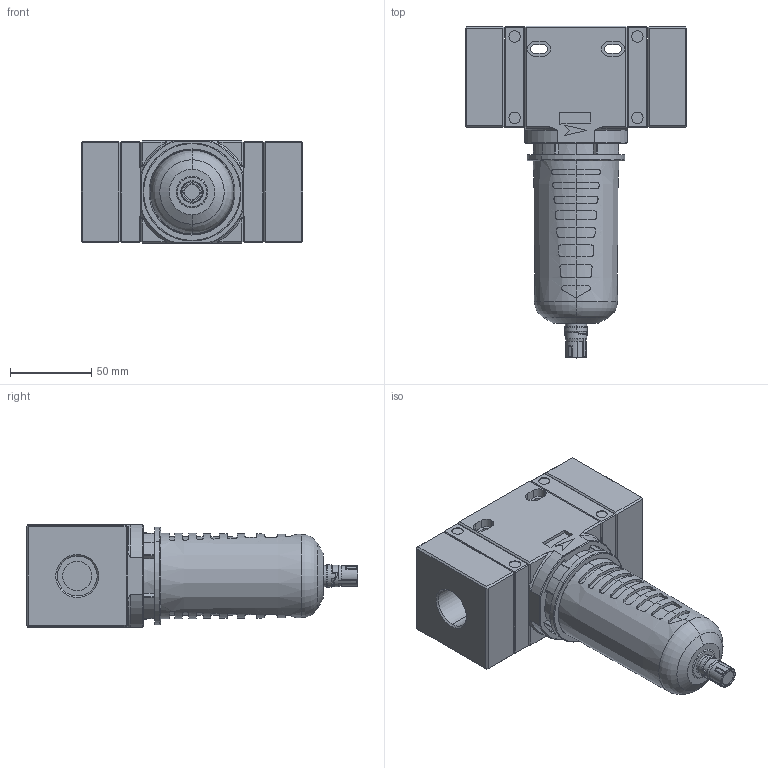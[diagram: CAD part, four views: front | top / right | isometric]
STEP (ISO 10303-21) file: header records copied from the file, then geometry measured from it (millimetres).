
FILE_DESCRIPTION(('STEP AP214'),'1');
FILE_NAME('080 F PE SS.stp','2020-03-18T14:47:47',(' '),(' '),'Spatial InterOp 3D',' ',' ');
FILE_SCHEMA(('AUTOMOTIVE_DESIGN { 1 0 10303 214 1 1 1 1 }'));
Length unit declared in the file: metre
Products named in the file (1): Volume
Bounding box: 136.4 x 204.2 x 63.1 mm (x, y, z)
Volume: 740521.9 mm3; surface area: 96370.9 mm2
Topology: 1 solids, 9 shells, 1013 faces, 2605 edges, 1624 vertices
Faces by surface type: plane 502, cylinder 217, cone 94, torus 76, extrusion 54, bspline 46, sphere 24
Entity records: 34376 total; most frequent: CARTESIAN_POINT 9841, ORIENTED_EDGE 5190, DIRECTION 5118, EDGE_CURVE 2595, AXIS2_PLACEMENT_3D 1888, VERTEX_POINT 1624, VECTOR 1342, LINE 1288
